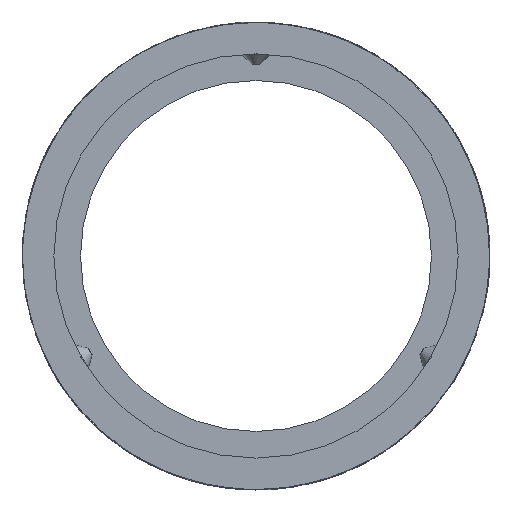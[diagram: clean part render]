
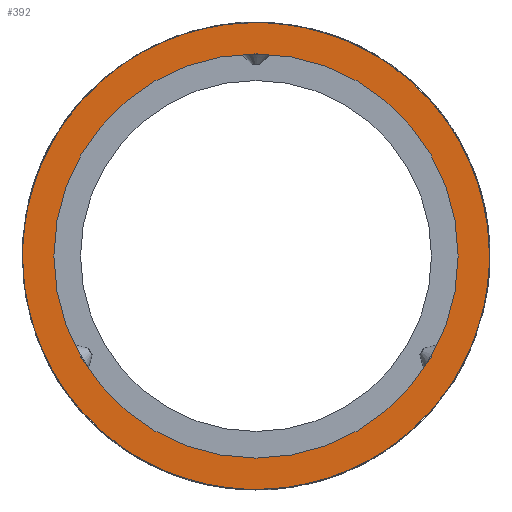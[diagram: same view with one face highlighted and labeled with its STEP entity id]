
A CAD part, left-side view. The second image highlights one B-rep face of the part: STEP entity #392.
In plain terms, the highlighted planar face has unit normal (-1, 0, 0).
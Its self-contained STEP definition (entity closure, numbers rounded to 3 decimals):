
#137=PLANE('',#3320);
#392=ADVANCED_FACE('',(#624,#625),#137,.F.);
#514=CIRCLE('',#3318,19.);
#515=CIRCLE('',#3319,22.);
#624=FACE_BOUND('',#831,.T.);
#625=FACE_BOUND('',#832,.T.);
#831=EDGE_LOOP('',(#1758));
#832=EDGE_LOOP('',(#1759));
#1758=ORIENTED_EDGE('',*,*,#2768,.F.);
#1759=ORIENTED_EDGE('',*,*,#2769,.T.);
#2289=VERTEX_POINT('',#6639);
#2290=VERTEX_POINT('',#6641);
#2768=EDGE_CURVE('',#2289,#2289,#514,.T.);
#2769=EDGE_CURVE('',#2290,#2290,#515,.T.);
#3318=AXIS2_PLACEMENT_3D('',#6638,#3605,#3606);
#3319=AXIS2_PLACEMENT_3D('',#6640,#3607,#3608);
#3320=AXIS2_PLACEMENT_3D('',#6642,#3609,#3610);
#3605=DIRECTION('',(-1.,0.,0.));
#3606=DIRECTION('',(0.,0.,1.));
#3607=DIRECTION('',(-1.,0.,0.));
#3608=DIRECTION('',(0.,0.,1.));
#3609=DIRECTION('',(1.,0.,0.));
#3610=DIRECTION('',(0.,0.,-1.));
#6638=CARTESIAN_POINT('',(0.,0.,0.));
#6639=CARTESIAN_POINT('',(0.,0.,19.));
#6640=CARTESIAN_POINT('',(0.,0.,0.));
#6641=CARTESIAN_POINT('',(0.,0.,22.));
#6642=CARTESIAN_POINT('',(0.,22.,0.));
